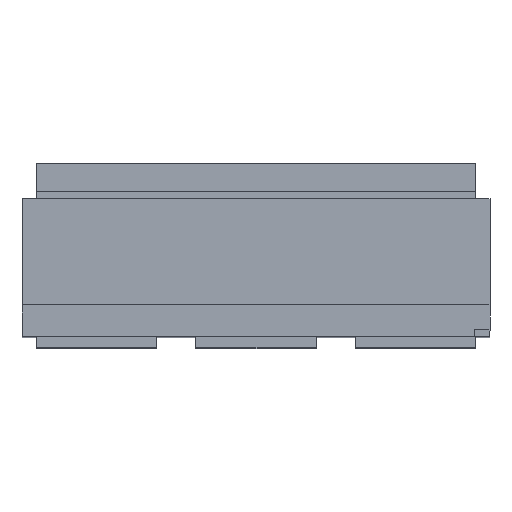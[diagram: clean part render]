
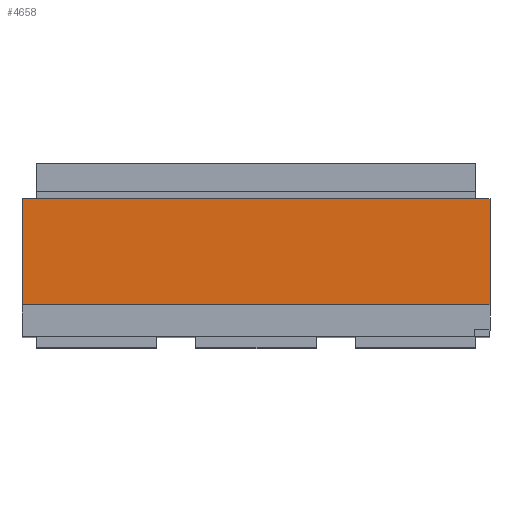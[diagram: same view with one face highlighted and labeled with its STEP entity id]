
A CAD part, top view. The second image highlights one B-rep face of the part: STEP entity #4658.
In plain terms, the highlighted planar face has unit normal (0, 0, 1).
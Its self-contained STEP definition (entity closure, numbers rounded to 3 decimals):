
#5 = CARTESIAN_POINT ( 'NONE',  ( 1.65, 0.375, 2.8 ) ) ;
#236 = DIRECTION ( 'NONE',  ( -1., 0., 0. ) ) ;
#302 = DIRECTION ( 'NONE',  ( 0., 0., -1. ) ) ;
#336 = CARTESIAN_POINT ( 'NONE',  ( -1.65, 0.375, 2.8 ) ) ;
#487 = AXIS2_PLACEMENT_3D ( 'NONE', #336, #302, #236 ) ;
#702 = PLANE ( 'NONE',  #487 ) ;
#922 = VERTEX_POINT ( 'NONE', #2231 ) ;
#1383 = VECTOR ( 'NONE', #8561, 1000. ) ;
#2082 = CARTESIAN_POINT ( 'NONE',  ( 1.65, 0.375, 2.8 ) ) ;
#2231 = CARTESIAN_POINT ( 'NONE',  ( -1.65, -0.375, 2.8 ) ) ;
#2241 = ORIENTED_EDGE ( 'NONE', *, *, #3967, .F. ) ;
#2577 = ORIENTED_EDGE ( 'NONE', *, *, #4872, .F. ) ;
#2674 = CARTESIAN_POINT ( 'NONE',  ( -1.65, 0.375, 2.8 ) ) ;
#2828 = LINE ( 'NONE', #8308, #4748 ) ;
#2903 = DIRECTION ( 'NONE',  ( 0., -1., 0. ) ) ;
#3967 = EDGE_CURVE ( 'NONE', #7978, #4720, #9771, .T. ) ;
#4206 = VECTOR ( 'NONE', #5769, 1000. ) ;
#4258 = LINE ( 'NONE', #2082, #8326 ) ;
#4658 = ADVANCED_FACE ( 'NONE', ( #6121 ), #702, .F. ) ;
#4720 = VERTEX_POINT ( 'NONE', #5 ) ;
#4748 = VECTOR ( 'NONE', #5073, 1000. ) ;
#4872 = EDGE_CURVE ( 'NONE', #4720, #7835, #4258, .T. ) ;
#5073 = DIRECTION ( 'NONE',  ( -1., 0., 0. ) ) ;
#5211 = EDGE_CURVE ( 'NONE', #7835, #922, #2828, .T. ) ;
#5769 = DIRECTION ( 'NONE',  ( 0., 1., 0. ) ) ;
#6121 = FACE_OUTER_BOUND ( 'NONE', #7468, .T. ) ;
#7232 = ORIENTED_EDGE ( 'NONE', *, *, #5211, .F. ) ;
#7415 = CARTESIAN_POINT ( 'NONE',  ( 1.65, -0.375, 2.8 ) ) ;
#7468 = EDGE_LOOP ( 'NONE', ( #2577, #2241, #8334, #7232 ) ) ;
#7835 = VERTEX_POINT ( 'NONE', #7415 ) ;
#7978 = VERTEX_POINT ( 'NONE', #2674 ) ;
#8308 = CARTESIAN_POINT ( 'NONE',  ( -1.65, -0.375, 2.8 ) ) ;
#8326 = VECTOR ( 'NONE', #2903, 1000. ) ;
#8334 = ORIENTED_EDGE ( 'NONE', *, *, #8850, .F. ) ;
#8518 = CARTESIAN_POINT ( 'NONE',  ( 0., 0.375, 2.8 ) ) ;
#8527 = LINE ( 'NONE', #9738, #4206 ) ;
#8561 = DIRECTION ( 'NONE',  ( 1., 0., 0. ) ) ;
#8850 = EDGE_CURVE ( 'NONE', #922, #7978, #8527, .T. ) ;
#9738 = CARTESIAN_POINT ( 'NONE',  ( -1.65, 0.375, 2.8 ) ) ;
#9771 = LINE ( 'NONE', #8518, #1383 ) ;
